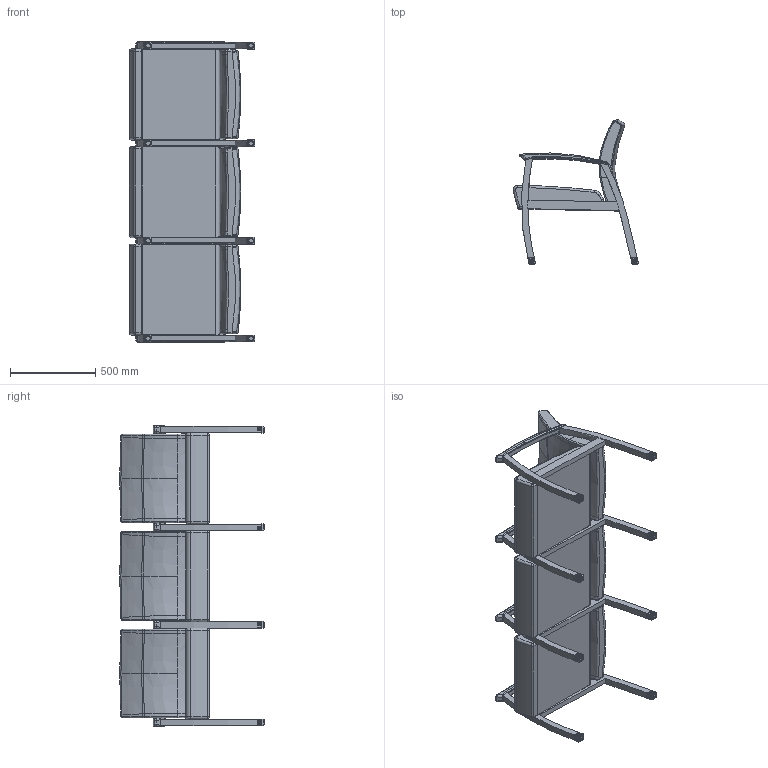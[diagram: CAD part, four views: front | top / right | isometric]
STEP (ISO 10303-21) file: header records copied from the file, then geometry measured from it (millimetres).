
FILE_DESCRIPTION(/* description */ (''),/* implementation_level */ '2;1');
FILE_NAME(/* name */ 'KOT30IU.stp',/* time_stamp */ '2016-11-10T07:58:25-05:00',/* author */ ('emerkel'),/* organization */ (''),/* preprocessor_version */ 'ST-DEVELOPER v16.5',/* originating_system */ 'Autodesk Inventor 2017',/* authorisation */ '');
FILE_SCHEMA (('AUTOMOTIVE_DESIGN { 1 0 10303 214 3 1 1 }'));
Length unit declared in the file: inch
Products named in the file (9): KOT30IU; KOT ARMR-1 BRZ GENERIC; KOT10 USEAT; KOT10 BACK NEW; KOT ARML-1 BRZ GENERIC; KOT10-1 MAC BLK; LEG CAP KOL-1; LEG CAP KOL-1_1; GLD BLK 5-16
Assembly tree (24 placements, depth 3):
  KOT30IU
    KOT ARML-1 BRZ GENERIC  x3
    KOT ARMR-1 BRZ GENERIC
    KOT10 USEAT  x3
    KOT10 BACK NEW  x3
    KOT10-1 MAC BLK  x4
    LEG CAP KOL-1  x8
      LEG CAP KOL-1_1
      GLD BLK 5-16
Bounding box: 733.49 x 844.78 x 1762.12 mm (x, y, z)
Volume: 169028882 mm3; surface area: 5937277 mm2
Topology: 38 solids, 54 shells, 5586 faces, 11804 edges, 6342 vertices
Faces by surface type: cylinder 1800, bspline 1525, torus 1074, plane 1029, sphere 150, cone 8
Full cylindrical faces by diameter (mm): 6.528 x16, 7.925 x16, 9.906 x8, 11.989 x8, 31.75 x8
Entity records: 36641 total; most frequent: CARTESIAN_POINT 19792, ORIENTED_EDGE 3570, DIRECTION 3165, EDGE_CURVE 1787, AXIS2_PLACEMENT_3D 1284, VERTEX_POINT 988, EDGE_LOOP 849, FACE_OUTER_BOUND 829
